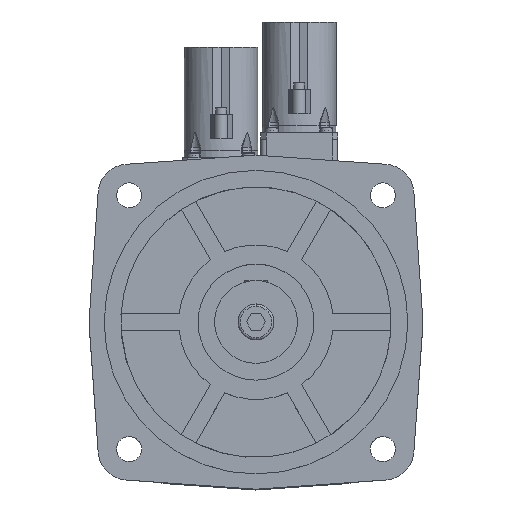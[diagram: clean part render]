
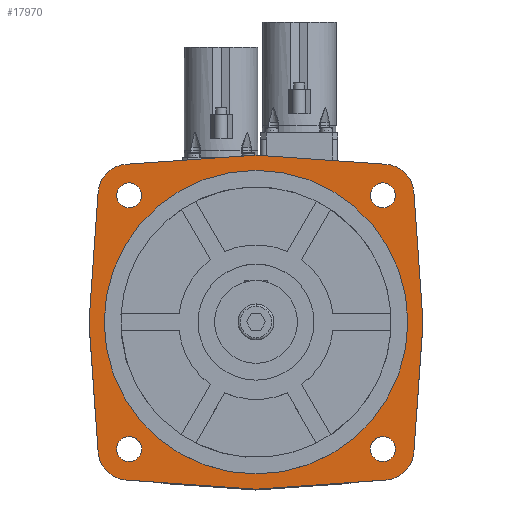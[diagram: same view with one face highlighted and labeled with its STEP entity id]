
A CAD part, top view. The second image highlights one B-rep face of the part: STEP entity #17970.
In plain terms, the highlighted planar face has unit normal (0, 0, 1).
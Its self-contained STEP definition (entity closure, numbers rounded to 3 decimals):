
#446=CARTESIAN_POINT('',(-46.24,46.24,0.));
#447=DIRECTION('',(0.,0.,1.));
#448=DIRECTION('',(-0.07,0.998,0.));
#449=AXIS2_PLACEMENT_3D('',#446,#447,#448);
#451=DIRECTION('',(-0.998,-0.07,0.));
#452=VECTOR('',#451,47.122);
#453=CARTESIAN_POINT('',(0.,60.5,0.));
#454=LINE('',#453,#452);
#455=DIRECTION('',(-0.998,0.07,0.));
#456=VECTOR('',#455,47.122);
#457=CARTESIAN_POINT('',(47.007,57.213,0.));
#458=LINE('',#457,#456);
#459=CARTESIAN_POINT('',(46.24,46.24,0.));
#460=DIRECTION('',(0.,0.,1.));
#461=DIRECTION('',(0.998,0.07,0.));
#462=AXIS2_PLACEMENT_3D('',#459,#460,#461);
#464=DIRECTION('',(-0.07,0.998,0.));
#465=VECTOR('',#464,47.122);
#466=CARTESIAN_POINT('',(60.5,0.,0.));
#467=LINE('',#466,#465);
#468=DIRECTION('',(0.07,0.998,0.));
#469=VECTOR('',#468,47.122);
#470=CARTESIAN_POINT('',(57.213,-47.007,0.));
#471=LINE('',#470,#469);
#472=CARTESIAN_POINT('',(46.24,-46.24,0.));
#473=DIRECTION('',(0.,0.,1.));
#474=DIRECTION('',(0.07,-0.998,0.));
#475=AXIS2_PLACEMENT_3D('',#472,#473,#474);
#477=DIRECTION('',(0.998,0.07,0.));
#478=VECTOR('',#477,47.122);
#479=CARTESIAN_POINT('',(0.,-60.5,0.));
#480=LINE('',#479,#478);
#481=DIRECTION('',(0.998,-0.07,0.));
#482=VECTOR('',#481,47.122);
#483=CARTESIAN_POINT('',(-47.007,-57.213,0.));
#484=LINE('',#483,#482);
#485=CARTESIAN_POINT('',(-46.24,-46.24,0.));
#486=DIRECTION('',(0.,0.,1.));
#487=DIRECTION('',(-0.998,-0.07,0.));
#488=AXIS2_PLACEMENT_3D('',#485,#486,#487);
#490=DIRECTION('',(0.07,-0.998,0.));
#491=VECTOR('',#490,47.122);
#492=CARTESIAN_POINT('',(-60.5,0.,0.));
#493=LINE('',#492,#491);
#494=DIRECTION('',(-0.07,-0.998,0.));
#495=VECTOR('',#494,47.122);
#496=CARTESIAN_POINT('',(-57.213,47.007,0.));
#497=LINE('',#496,#495);
#498=CARTESIAN_POINT('',(0.,0.,0.));
#499=DIRECTION('',(0.,0.,1.));
#500=DIRECTION('',(1.,0.,0.));
#501=AXIS2_PLACEMENT_3D('',#498,#499,#500);
#503=CARTESIAN_POINT('',(0.,0.,0.));
#504=DIRECTION('',(0.,0.,1.));
#505=DIRECTION('',(-1.,0.,0.));
#506=AXIS2_PLACEMENT_3D('',#503,#504,#505);
#508=CARTESIAN_POINT('',(45.962,45.962,0.));
#509=DIRECTION('',(0.,0.,1.));
#510=DIRECTION('',(0.707,0.707,0.));
#511=AXIS2_PLACEMENT_3D('',#508,#509,#510);
#513=CARTESIAN_POINT('',(45.962,45.962,0.));
#514=DIRECTION('',(0.,0.,1.));
#515=DIRECTION('',(-0.707,-0.707,0.));
#516=AXIS2_PLACEMENT_3D('',#513,#514,#515);
#518=CARTESIAN_POINT('',(-45.962,45.962,0.));
#519=DIRECTION('',(0.,0.,1.));
#520=DIRECTION('',(-0.707,0.707,0.));
#521=AXIS2_PLACEMENT_3D('',#518,#519,#520);
#523=CARTESIAN_POINT('',(-45.962,45.962,0.));
#524=DIRECTION('',(0.,0.,1.));
#525=DIRECTION('',(0.707,-0.707,0.));
#526=AXIS2_PLACEMENT_3D('',#523,#524,#525);
#528=CARTESIAN_POINT('',(-45.962,-45.962,0.));
#529=DIRECTION('',(0.,0.,1.));
#530=DIRECTION('',(-0.707,-0.707,0.));
#531=AXIS2_PLACEMENT_3D('',#528,#529,#530);
#533=CARTESIAN_POINT('',(-45.962,-45.962,0.));
#534=DIRECTION('',(0.,0.,1.));
#535=DIRECTION('',(0.707,0.707,0.));
#536=AXIS2_PLACEMENT_3D('',#533,#534,#535);
#538=CARTESIAN_POINT('',(45.962,-45.962,0.));
#539=DIRECTION('',(0.,0.,1.));
#540=DIRECTION('',(0.707,-0.707,0.));
#541=AXIS2_PLACEMENT_3D('',#538,#539,#540);
#543=CARTESIAN_POINT('',(45.962,-45.962,0.));
#544=DIRECTION('',(0.,0.,1.));
#545=DIRECTION('',(-0.707,0.707,0.));
#546=AXIS2_PLACEMENT_3D('',#543,#544,#545);
#14856=CARTESIAN_POINT('',(-47.007,57.213,0.));
#14857=CARTESIAN_POINT('',(-57.213,47.007,0.));
#14858=VERTEX_POINT('',#14856);
#14859=VERTEX_POINT('',#14857);
#14860=CARTESIAN_POINT('',(-60.5,0.,0.));
#14861=VERTEX_POINT('',#14860);
#14862=CARTESIAN_POINT('',(-57.213,-47.007,0.));
#14863=VERTEX_POINT('',#14862);
#14864=CARTESIAN_POINT('',(-47.007,-57.213,0.));
#14865=VERTEX_POINT('',#14864);
#14866=CARTESIAN_POINT('',(0.,-60.5,0.));
#14867=VERTEX_POINT('',#14866);
#14868=CARTESIAN_POINT('',(47.007,-57.213,0.));
#14869=VERTEX_POINT('',#14868);
#14870=CARTESIAN_POINT('',(57.213,-47.007,0.));
#14871=VERTEX_POINT('',#14870);
#14872=CARTESIAN_POINT('',(60.5,0.,0.));
#14873=VERTEX_POINT('',#14872);
#14874=CARTESIAN_POINT('',(57.213,47.007,0.));
#14875=VERTEX_POINT('',#14874);
#14876=CARTESIAN_POINT('',(47.007,57.213,0.));
#14877=VERTEX_POINT('',#14876);
#14878=CARTESIAN_POINT('',(0.,60.5,0.));
#14879=VERTEX_POINT('',#14878);
#15084=CARTESIAN_POINT('',(55.,0.,0.));
#15085=CARTESIAN_POINT('',(-55.,0.,0.));
#15086=VERTEX_POINT('',#15084);
#15087=VERTEX_POINT('',#15085);
#15092=CARTESIAN_POINT('',(49.144,49.144,0.));
#15093=CARTESIAN_POINT('',(42.78,42.78,0.));
#15094=VERTEX_POINT('',#15092);
#15095=VERTEX_POINT('',#15093);
#15100=CARTESIAN_POINT('',(-49.144,49.144,0.));
#15101=CARTESIAN_POINT('',(-42.78,42.78,0.));
#15102=VERTEX_POINT('',#15100);
#15103=VERTEX_POINT('',#15101);
#15108=CARTESIAN_POINT('',(-49.144,-49.144,0.));
#15109=CARTESIAN_POINT('',(-42.78,-42.78,0.));
#15110=VERTEX_POINT('',#15108);
#15111=VERTEX_POINT('',#15109);
#15116=CARTESIAN_POINT('',(49.144,-49.144,0.));
#15117=CARTESIAN_POINT('',(42.78,-42.78,0.));
#15118=VERTEX_POINT('',#15116);
#15119=VERTEX_POINT('',#15117);
#17921=CARTESIAN_POINT('',(-60.5,0.,0.));
#17922=DIRECTION('',(0.,0.,1.));
#17923=DIRECTION('',(1.,0.,0.));
#17924=AXIS2_PLACEMENT_3D('',#17921,#17922,#17923);
#17925=PLANE('',#17924);
#17926=ORIENTED_EDGE('',*,*,#17761,.F.);
#17927=ORIENTED_EDGE('',*,*,#17776,.F.);
#17928=ORIENTED_EDGE('',*,*,#17790,.F.);
#17929=ORIENTED_EDGE('',*,*,#17804,.F.);
#17930=ORIENTED_EDGE('',*,*,#17818,.F.);
#17931=ORIENTED_EDGE('',*,*,#17832,.F.);
#17932=ORIENTED_EDGE('',*,*,#17846,.F.);
#17933=ORIENTED_EDGE('',*,*,#17860,.F.);
#17934=ORIENTED_EDGE('',*,*,#17874,.F.);
#17935=ORIENTED_EDGE('',*,*,#17888,.F.);
#17936=ORIENTED_EDGE('',*,*,#17902,.F.);
#17937=ORIENTED_EDGE('',*,*,#17915,.F.);
#17938=EDGE_LOOP('',(#17926,#17927,#17928,#17929,#17930,#17931,#17932,#17933,
#17934,#17935,#17936,#17937));
#17939=FACE_OUTER_BOUND('',#17938,.F.);
#17941=ORIENTED_EDGE('',*,*,#17940,.T.);
#17943=ORIENTED_EDGE('',*,*,#17942,.T.);
#17944=EDGE_LOOP('',(#17941,#17943));
#17945=FACE_BOUND('',#17944,.F.);
#17947=ORIENTED_EDGE('',*,*,#17946,.T.);
#17949=ORIENTED_EDGE('',*,*,#17948,.T.);
#17950=EDGE_LOOP('',(#17947,#17949));
#17951=FACE_BOUND('',#17950,.F.);
#17953=ORIENTED_EDGE('',*,*,#17952,.T.);
#17955=ORIENTED_EDGE('',*,*,#17954,.T.);
#17956=EDGE_LOOP('',(#17953,#17955));
#17957=FACE_BOUND('',#17956,.F.);
#17959=ORIENTED_EDGE('',*,*,#17958,.T.);
#17961=ORIENTED_EDGE('',*,*,#17960,.T.);
#17962=EDGE_LOOP('',(#17959,#17961));
#17963=FACE_BOUND('',#17962,.F.);
#17965=ORIENTED_EDGE('',*,*,#17964,.T.);
#17967=ORIENTED_EDGE('',*,*,#17966,.T.);
#17968=EDGE_LOOP('',(#17965,#17967));
#17969=FACE_BOUND('',#17968,.F.);
#17970=ADVANCED_FACE('',(#17939,#17945,#17951,#17957,#17963,#17969),#17925,.T.);
#450=CIRCLE('',#449,11.);
#463=CIRCLE('',#462,11.);
#476=CIRCLE('',#475,11.);
#489=CIRCLE('',#488,11.);
#502=CIRCLE('',#501,55.);
#507=CIRCLE('',#506,55.);
#512=CIRCLE('',#511,4.5);
#517=CIRCLE('',#516,4.5);
#522=CIRCLE('',#521,4.5);
#527=CIRCLE('',#526,4.5);
#532=CIRCLE('',#531,4.5);
#537=CIRCLE('',#536,4.5);
#542=CIRCLE('',#541,4.5);
#547=CIRCLE('',#546,4.5);
#17761=EDGE_CURVE('',#14858,#14859,#450,.T.);
#17776=EDGE_CURVE('',#14879,#14858,#454,.T.);
#17790=EDGE_CURVE('',#14877,#14879,#458,.T.);
#17804=EDGE_CURVE('',#14875,#14877,#463,.T.);
#17818=EDGE_CURVE('',#14873,#14875,#467,.T.);
#17832=EDGE_CURVE('',#14871,#14873,#471,.T.);
#17846=EDGE_CURVE('',#14869,#14871,#476,.T.);
#17860=EDGE_CURVE('',#14867,#14869,#480,.T.);
#17874=EDGE_CURVE('',#14865,#14867,#484,.T.);
#17888=EDGE_CURVE('',#14863,#14865,#489,.T.);
#17902=EDGE_CURVE('',#14861,#14863,#493,.T.);
#17915=EDGE_CURVE('',#14859,#14861,#497,.T.);
#17940=EDGE_CURVE('',#15086,#15087,#502,.T.);
#17942=EDGE_CURVE('',#15087,#15086,#507,.T.);
#17946=EDGE_CURVE('',#15094,#15095,#512,.T.);
#17948=EDGE_CURVE('',#15095,#15094,#517,.T.);
#17952=EDGE_CURVE('',#15102,#15103,#522,.T.);
#17954=EDGE_CURVE('',#15103,#15102,#527,.T.);
#17958=EDGE_CURVE('',#15110,#15111,#532,.T.);
#17960=EDGE_CURVE('',#15111,#15110,#537,.T.);
#17964=EDGE_CURVE('',#15118,#15119,#542,.T.);
#17966=EDGE_CURVE('',#15119,#15118,#547,.T.);
